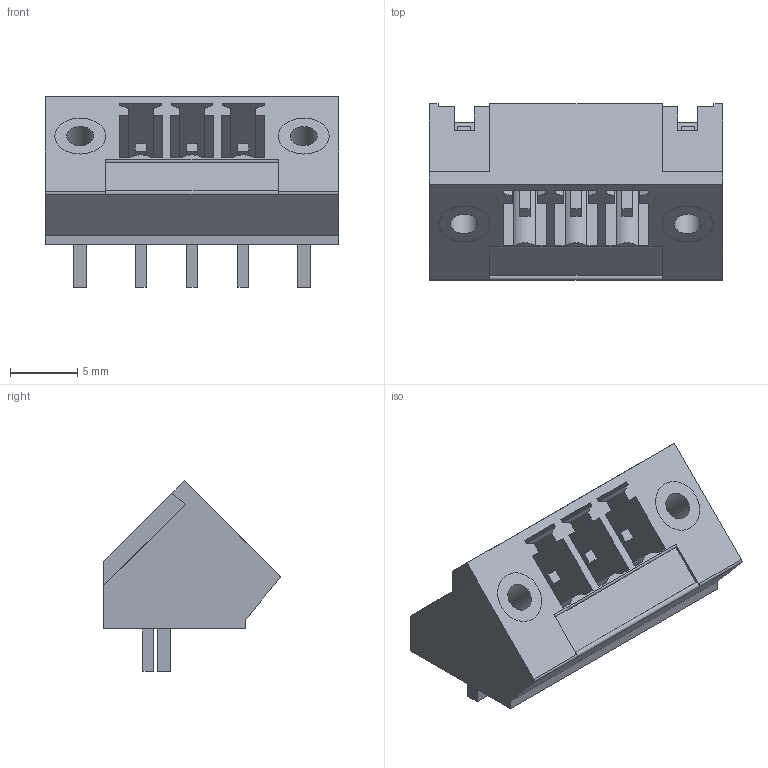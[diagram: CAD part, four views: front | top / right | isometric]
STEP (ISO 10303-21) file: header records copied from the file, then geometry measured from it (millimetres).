
FILE_DESCRIPTION(('CATIA V5 STEP Exchange','CAx-IF Rec.Pracs.--- Model Styling and Organization---1.2---2011-12-15'),'2;1');
FILE_NAME ('D1460997_0', '2018-04-23T10:17:15+00:00', ('none'), ('Weidmueller'), 'CATIA Version 5-6 Release 2014', 'CATIA V5 STEP AP214', 'none');
FILE_SCHEMA(('AUTOMOTIVE_DESIGN { 1 0 10303 214 1 1 1 1 }'));
Length unit declared in the file: millimetre
Products named in the file (1): 1978090000
Bounding box: 21.82 x 13.1 x 14.2 mm (x, y, z)
Volume: 1116.4 mm3; surface area: 2611.7 mm2
Topology: 8 solids, 8 shells, 235 faces, 650 edges, 434 vertices
Faces by surface type: plane 200, cylinder 35
Entity records: 7486 total; most frequent: CARTESIAN_POINT 1317, ORIENTED_EDGE 1300, DIRECTION 1080, EDGE_CURVE 650, VECTOR 580, LINE 580, VERTEX_POINT 434, AXIS2_PLACEMENT_3D 285
